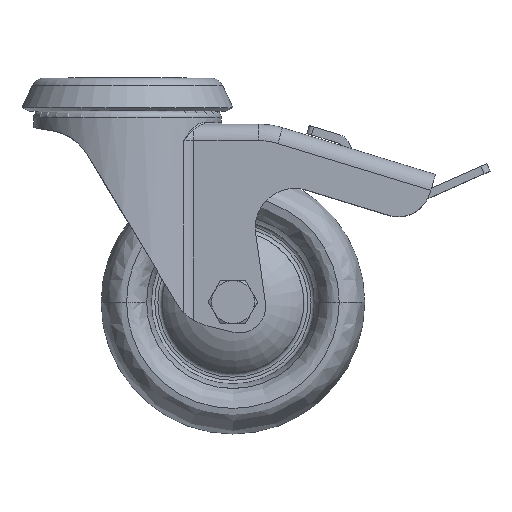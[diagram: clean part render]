
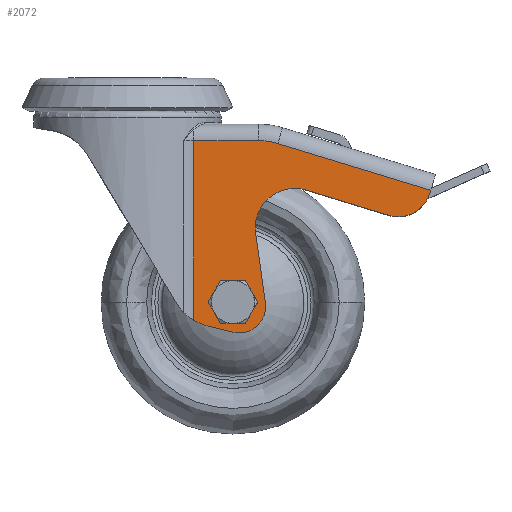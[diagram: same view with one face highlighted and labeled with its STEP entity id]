
A CAD part, top view. The second image highlights one B-rep face of the part: STEP entity #2072.
In plain terms, the highlighted planar face has unit normal (0, 0, 1).
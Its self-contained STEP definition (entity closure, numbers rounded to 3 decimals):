
#401 = PLANE ( 'NONE',  #3654 ) ;
#402 = CARTESIAN_POINT ( 'NONE',  ( 2.954, 18.489, 21.8 ) ) ;
#403 = DIRECTION ( 'NONE',  ( 0., 0., -1. ) ) ;
#404 = DIRECTION ( 'NONE',  ( -1., 0., 0. ) ) ;
#559 = CARTESIAN_POINT ( 'NONE',  ( 91.776, -12.098, 21.8 ) ) ;
#560 = DIRECTION ( 'NONE',  ( 0.956, -0.292, 0. ) ) ;
#636 = CARTESIAN_POINT ( 'NONE',  ( 30.751, -28.136, 21.8 ) ) ;
#637 = DIRECTION ( 'NONE',  ( 0., 0., 1. ) ) ;
#638 = DIRECTION ( 'NONE',  ( -1., 0., 0. ) ) ;
#745 = CARTESIAN_POINT ( 'NONE',  ( 85.137, 0.389, 21.8 ) ) ;
#746 = DIRECTION ( 'NONE',  ( 0., 0., 1. ) ) ;
#747 = DIRECTION ( 'NONE',  ( -1., 0., 0. ) ) ;
#841 = CARTESIAN_POINT ( 'NONE',  ( 36.881, -36.879, 21.8 ) ) ;
#842 = DIRECTION ( 'NONE',  ( 0., 0., 1. ) ) ;
#843 = DIRECTION ( 'NONE',  ( -1., 0., 0. ) ) ;
#1089 = CARTESIAN_POINT ( 'NONE',  ( 53.724, -13.013, 21.8 ) ) ;
#1090 = DIRECTION ( 'NONE',  ( 0., 0., -1. ) ) ;
#1091 = DIRECTION ( 'NONE',  ( -1., 0., 0. ) ) ;
#1224 = CARTESIAN_POINT ( 'NONE',  ( 96.454, 3.203, 21.8 ) ) ;
#1225 = DIRECTION ( 'NONE',  ( 0.292, 0.956, 0. ) ) ;
#1253 = CARTESIAN_POINT ( 'NONE',  ( 34.954, -35.511, 21.8 ) ) ;
#1254 = DIRECTION ( 'NONE',  ( 0., 0., 1. ) ) ;
#1255 = DIRECTION ( 'NONE',  ( 1., 0., 0. ) ) ;
#1256 = CARTESIAN_POINT ( 'NONE',  ( 23.054, 18.489, 21.8 ) ) ;
#1257 = DIRECTION ( 'NONE',  ( 0., -1., 0. ) ) ;
#1261 = CARTESIAN_POINT ( 'NONE',  ( -9.992, -33.437, 21.8 ) ) ;
#1262 = DIRECTION ( 'NONE',  ( 0.97, -0.242, 0. ) ) ;
#1263 = CARTESIAN_POINT ( 'NONE',  ( 5.211, 25.87, 21.8 ) ) ;
#1264 = DIRECTION ( 'NONE',  ( -0.956, 0.292, 0. ) ) ;
#1265 = CARTESIAN_POINT ( 'NONE',  ( 42.718, -6.511, 21.8 ) ) ;
#1266 = DIRECTION ( 'NONE',  ( 0., 0., 1. ) ) ;
#1267 = DIRECTION ( 'NONE',  ( -1., 0., 0. ) ) ;
#1519 = VECTOR ( 'NONE', #5651, 1000. ) ;
#1533 = VECTOR ( 'NONE', #5627, 1000. ) ;
#1545 = VECTOR ( 'NONE', #1262, 1000. ) ;
#1549 = AXIS2_PLACEMENT_3D ( 'NONE', #1265, #1266, #1267 ) ;
#1553 = VECTOR ( 'NONE', #1264, 1000. ) ;
#1582 = VECTOR ( 'NONE', #1225, 1000. ) ;
#1583 = AXIS2_PLACEMENT_3D ( 'NONE', #1253, #1254, #1255 ) ;
#1587 = VECTOR ( 'NONE', #1257, 1000. ) ;
#1590 = CIRCLE ( 'NONE', #1583, 4.15 ) ;
#1592 = CIRCLE ( 'NONE', #1549, 20. ) ;
#2072 = ADVANCED_FACE ( 'NONE', ( #2780, #2782 ), #401, .F. ) ;
#2128 = EDGE_CURVE ( 'NONE', #5311, #5096, #2856, .T. ) ;
#2153 = EDGE_CURVE ( 'NONE', #5146, #5290, #4595, .T. ) ;
#2181 = EDGE_CURVE ( 'NONE', #5096, #5072, #4568, .T. ) ;
#2209 = EDGE_CURVE ( 'NONE', #5487, #5298, #4498, .T. ) ;
#2780 = FACE_BOUND ( 'NONE', #3363, .T. ) ;
#2782 = FACE_OUTER_BOUND ( 'NONE', #4126, .T. ) ;
#2856 = LINE ( 'NONE', #559, #4593 ) ;
#3032 = LINE ( 'NONE', #1256, #1587 ) ;
#3035 = LINE ( 'NONE', #1224, #1582 ) ;
#3051 = LINE ( 'NONE', #1261, #1545 ) ;
#3052 = LINE ( 'NONE', #5626, #1533 ) ;
#3053 = LINE ( 'NONE', #1263, #1553 ) ;
#3058 = LINE ( 'NONE', #5650, #1519 ) ;
#3194 = VERTEX_POINT ( 'NONE', #6492 ) ;
#3363 = EDGE_LOOP ( 'NONE', ( #5219 ) ) ;
#3654 = AXIS2_PLACEMENT_3D ( 'NONE', #402, #403, #404 ) ;
#4126 = EDGE_LOOP ( 'NONE', ( #5190, #5127, #5301, #5129, #5079, #5130, #5074, #5069, #5105, #5102, #5110, #5103 ) ) ;
#4498 = CIRCLE ( 'NONE', #4536, 8. ) ;
#4536 = AXIS2_PLACEMENT_3D ( 'NONE', #841, #842, #843 ) ;
#4554 = AXIS2_PLACEMENT_3D ( 'NONE', #636, #637, #638 ) ;
#4557 = AXIS2_PLACEMENT_3D ( 'NONE', #745, #746, #747 ) ;
#4568 = CIRCLE ( 'NONE', #4557, 10. ) ;
#4593 = VECTOR ( 'NONE', #560, 1000. ) ;
#4595 = CIRCLE ( 'NONE', #4554, 15. ) ;
#4749 = AXIS2_PLACEMENT_3D ( 'NONE', #1089, #1090, #1091 ) ;
#4824 = CIRCLE ( 'NONE', #4749, 12. ) ;
#4839 = EDGE_CURVE ( 'NONE', #5060, #5311, #4824, .T. ) ;
#4875 = EDGE_CURVE ( 'NONE', #5072, #5124, #3035, .T. ) ;
#4889 = EDGE_CURVE ( 'NONE', #3194, #3194, #1590, .T. ) ;
#4890 = EDGE_CURVE ( 'NONE', #5183, #5146, #3032, .T. ) ;
#4892 = EDGE_CURVE ( 'NONE', #5290, #5487, #3051, .T. ) ;
#4893 = EDGE_CURVE ( 'NONE', #5124, #5109, #3053, .T. ) ;
#4894 = EDGE_CURVE ( 'NONE', #5109, #5317, #1592, .T. ) ;
#4905 = EDGE_CURVE ( 'NONE', #5317, #5183, #3052, .T. ) ;
#4913 = EDGE_CURVE ( 'NONE', #5298, #5060, #3058, .T. ) ;
#5060 = VERTEX_POINT ( 'NONE', #6083 ) ;
#5069 = ORIENTED_EDGE ( 'NONE', *, *, #2181, .T. ) ;
#5072 = VERTEX_POINT ( 'NONE', #6088 ) ;
#5074 = ORIENTED_EDGE ( 'NONE', *, *, #2128, .T. ) ;
#5079 = ORIENTED_EDGE ( 'NONE', *, *, #4913, .T. ) ;
#5096 = VERTEX_POINT ( 'NONE', #6098 ) ;
#5102 = ORIENTED_EDGE ( 'NONE', *, *, #4893, .T. ) ;
#5103 = ORIENTED_EDGE ( 'NONE', *, *, #4905, .T. ) ;
#5105 = ORIENTED_EDGE ( 'NONE', *, *, #4875, .T. ) ;
#5109 = VERTEX_POINT ( 'NONE', #6105 ) ;
#5110 = ORIENTED_EDGE ( 'NONE', *, *, #4894, .T. ) ;
#5124 = VERTEX_POINT ( 'NONE', #6116 ) ;
#5127 = ORIENTED_EDGE ( 'NONE', *, *, #2153, .T. ) ;
#5129 = ORIENTED_EDGE ( 'NONE', *, *, #2209, .T. ) ;
#5130 = ORIENTED_EDGE ( 'NONE', *, *, #4839, .T. ) ;
#5146 = VERTEX_POINT ( 'NONE', #6124 ) ;
#5183 = VERTEX_POINT ( 'NONE', #6145 ) ;
#5190 = ORIENTED_EDGE ( 'NONE', *, *, #4890, .T. ) ;
#5219 = ORIENTED_EDGE ( 'NONE', *, *, #4889, .F. ) ;
#5290 = VERTEX_POINT ( 'NONE', #6186 ) ;
#5298 = VERTEX_POINT ( 'NONE', #6192 ) ;
#5301 = ORIENTED_EDGE ( 'NONE', *, *, #4892, .T. ) ;
#5311 = VERTEX_POINT ( 'NONE', #6198 ) ;
#5317 = VERTEX_POINT ( 'NONE', #6201 ) ;
#5487 = VERTEX_POINT ( 'NONE', #6217 ) ;
#5626 = CARTESIAN_POINT ( 'NONE',  ( 2.954, 13.489, 21.8 ) ) ;
#5627 = DIRECTION ( 'NONE',  ( -1., 0., 0. ) ) ;
#5650 = CARTESIAN_POINT ( 'NONE',  ( 39.219, 3.97, 21.8 ) ) ;
#5651 = DIRECTION ( 'NONE',  ( -0.139, 0.99, 0. ) ) ;
#6083 = CARTESIAN_POINT ( 'NONE',  ( 41.841, -14.683, 21.8 ) ) ;
#6088 = CARTESIAN_POINT ( 'NONE',  ( 94.7, -2.535, 21.8 ) ) ;
#6098 = CARTESIAN_POINT ( 'NONE',  ( 82.213, -9.174, 21.8 ) ) ;
#6105 = CARTESIAN_POINT ( 'NONE',  ( 48.565, 12.615, 21.8 ) ) ;
#6116 = CARTESIAN_POINT ( 'NONE',  ( 94.992, -1.579, 21.8 ) ) ;
#6124 = CARTESIAN_POINT ( 'NONE',  ( 23.054, -41.011, 21.8 ) ) ;
#6145 = CARTESIAN_POINT ( 'NONE',  ( 23.054, 13.489, 21.8 ) ) ;
#6186 = CARTESIAN_POINT ( 'NONE',  ( 27.123, -42.691, 21.8 ) ) ;
#6192 = CARTESIAN_POINT ( 'NONE',  ( 44.804, -35.766, 21.8 ) ) ;
#6198 = CARTESIAN_POINT ( 'NONE',  ( 57.232, -1.537, 21.8 ) ) ;
#6201 = CARTESIAN_POINT ( 'NONE',  ( 42.718, 13.489, 21.8 ) ) ;
#6217 = CARTESIAN_POINT ( 'NONE',  ( 34.946, -44.641, 21.8 ) ) ;
#6492 = CARTESIAN_POINT ( 'NONE',  ( 39.104, -35.511, 21.8 ) ) ;
